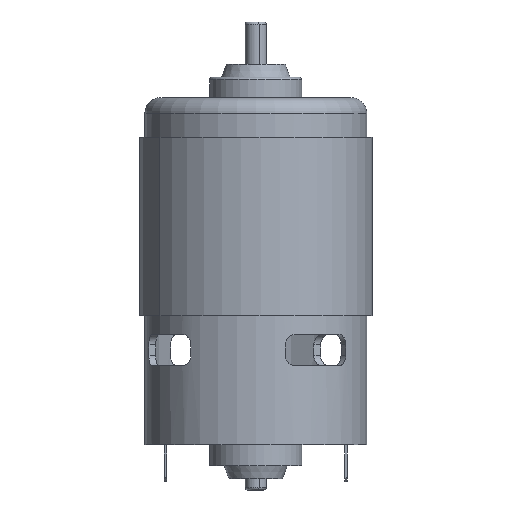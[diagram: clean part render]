
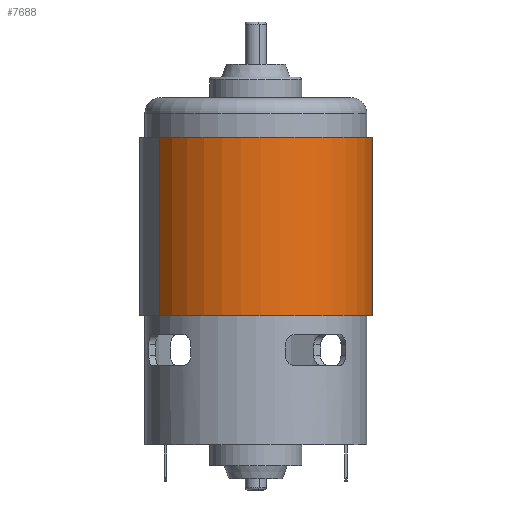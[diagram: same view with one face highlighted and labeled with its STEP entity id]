
A CAD part, front view. The second image highlights one B-rep face of the part: STEP entity #7688.
In plain terms, the highlighted cylindrical face has radius 22.2 mm (diameter 44.4 mm), a partial arc.
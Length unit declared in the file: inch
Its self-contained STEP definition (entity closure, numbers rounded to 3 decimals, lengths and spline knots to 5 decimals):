
#7486=CARTESIAN_POINT('',(-0.85066,-0.19685,0.66929));
#7487=VERTEX_POINT('',#7486);
#7488=CARTESIAN_POINT('',(-0.85066,-0.19685,-0.66929));
#7489=VERTEX_POINT('',#7488);
#7490=CARTESIAN_POINT('',(-0.85066,-0.19685,0.66929));
#7491=DIRECTION('',(0.0,0.0,-1.0));
#7492=VECTOR('',#7491,1.33858);
#7493=LINE('',#7490,#7492);
#7494=EDGE_CURVE('',#7487,#7489,#7493,.T.);
#7570=CARTESIAN_POINT('',(0.85257,-0.19685,-0.66929));
#7571=VERTEX_POINT('',#7570);
#7580=CARTESIAN_POINT('',(0.00096,-0.00023,-0.66929));
#7581=DIRECTION('',(0.0,0.0,1.0));
#7582=DIRECTION('',(0.974,0.225,0.0));
#7583=AXIS2_PLACEMENT_3D('',#7580,#7581,#7582);
#7584=CIRCLE('',#7583,0.87402);
#7585=EDGE_CURVE('',#7489,#7571,#7584,.T.);
#7652=CARTESIAN_POINT('',(0.85257,-0.19685,0.66929));
#7653=VERTEX_POINT('',#7652);
#7660=CARTESIAN_POINT('',(0.85257,-0.19685,-0.66929));
#7661=DIRECTION('',(0.0,0.0,1.0));
#7662=VECTOR('',#7661,1.33858);
#7663=LINE('',#7660,#7662);
#7664=EDGE_CURVE('',#7571,#7653,#7663,.T.);
#7671=CARTESIAN_POINT('',(0.00096,-0.00023,0.0));
#7672=DIRECTION('',(0.0,0.0,1.0));
#7673=DIRECTION('',(0.974,0.225,0.0));
#7674=AXIS2_PLACEMENT_3D('',#7671,#7672,#7673);
#7675=CYLINDRICAL_SURFACE('',#7674,0.87402);
#7676=ORIENTED_EDGE('',*,*,#7494,.T.);
#7677=ORIENTED_EDGE('',*,*,#7585,.T.);
#7678=ORIENTED_EDGE('',*,*,#7664,.T.);
#7679=CARTESIAN_POINT('',(0.00096,-0.00023,0.66929));
#7680=DIRECTION('',(0.0,0.0,-1.0));
#7681=DIRECTION('',(0.974,0.225,0.0));
#7682=AXIS2_PLACEMENT_3D('',#7679,#7680,#7681);
#7683=CIRCLE('',#7682,0.87402);
#7684=EDGE_CURVE('',#7653,#7487,#7683,.T.);
#7685=ORIENTED_EDGE('',*,*,#7684,.T.);
#7686=EDGE_LOOP('',(#7676,#7677,#7678,#7685));
#7687=FACE_OUTER_BOUND('',#7686,.T.);
#7688=ADVANCED_FACE('',(#7687),#7675,.T.);
